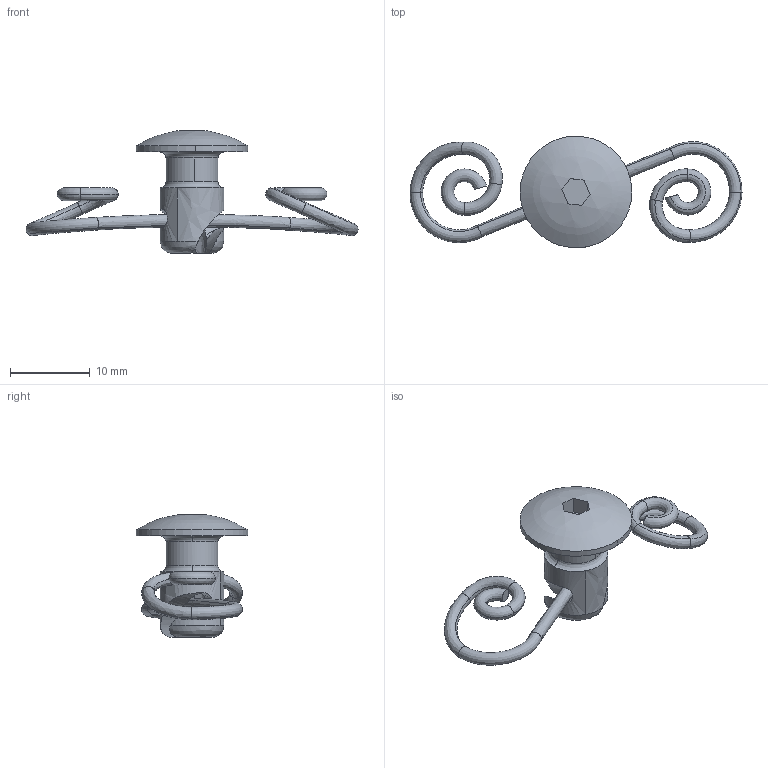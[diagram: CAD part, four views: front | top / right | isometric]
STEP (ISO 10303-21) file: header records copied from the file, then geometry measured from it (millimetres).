
FILE_DESCRIPTION((''),'2;1');
FILE_NAME('','2007-03-27T16:40:44',(''),(''),'','CADfix','');
FILE_SCHEMA(('AUTOMOTIVE_DESIGN { 1 0 10303 214 1 1 1 1 }'));
Length unit declared in the file: millimetre
Bounding box: 41.6 x 13.97 x 15.38 mm (x, y, z)
Volume: 872 mm3; surface area: 1337.1 mm2
Topology: 2 solids, 2 shells, 60 faces, 174 edges, 116 vertices
Faces by surface type: bspline 60
Entity records: 9739 total; most frequent: CARTESIAN_POINT 8737, ORIENTED_EDGE 340, EDGE_CURVE 170, VERTEX_POINT 116, B_SPLINE_CURVE_WITH_KNOTS 100, EDGE_LOOP 62, FACE_OUTER_BOUND 60, ADVANCED_FACE 60
